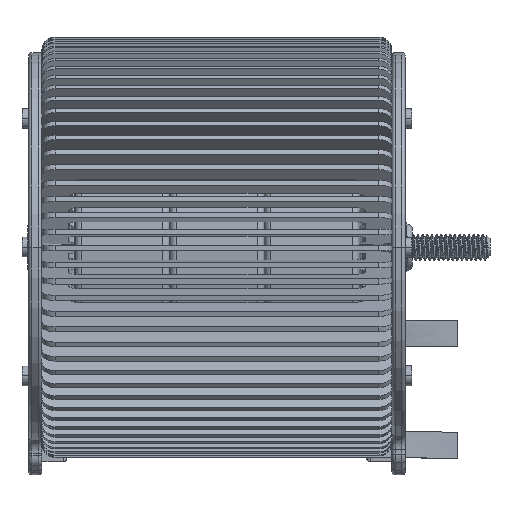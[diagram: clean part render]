
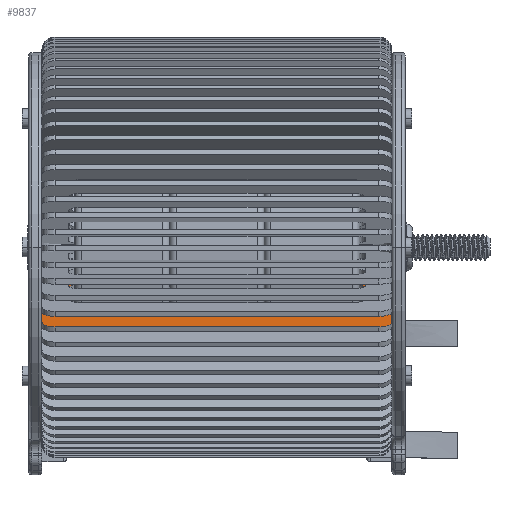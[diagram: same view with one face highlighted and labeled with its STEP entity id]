
A CAD part, left-side view. The second image highlights one B-rep face of the part: STEP entity #9837.
In plain terms, the highlighted planar face has unit normal (-0.391, 0, 0.921).
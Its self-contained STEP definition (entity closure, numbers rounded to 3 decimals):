
#1375 = ORIENTED_EDGE ( 'NONE', *, *, #65434, .T. ) ;
#1571 = CARTESIAN_POINT ( 'NONE',  ( -25.79, 15.35, -10.506 ) ) ;
#2397 = CARTESIAN_POINT ( 'NONE',  ( -25.79, -27.7, -10.506 ) ) ;
#2804 = CARTESIAN_POINT ( 'NONE',  ( -27.631, -33.7, -11.287 ) ) ;
#2878 = VERTEX_POINT ( 'NONE', #2804 ) ;
#2926 = EDGE_CURVE ( 'NONE', #78616, #50479, #62137, .T. ) ;
#3624 = CARTESIAN_POINT ( 'NONE',  ( -15.963, 13.35, -6.337 ) ) ;
#4894 = LINE ( 'NONE', #75063, #56834 ) ;
#5504 = VERTEX_POINT ( 'NONE', #20879 ) ;
#5525 = EDGE_CURVE ( 'NONE', #75426, #18723, #23196, .T. ) ;
#6491 = DIRECTION ( 'NONE',  ( 0., 1., 0. ) ) ;
#6594 = CARTESIAN_POINT ( 'NONE',  ( -23.949, -27.7, -9.725 ) ) ;
#7300 = LINE ( 'NONE', #76236, #74007 ) ;
#7882 = EDGE_CURVE ( 'NONE', #58388, #18723, #79024, .T. ) ;
#7983 = VERTEX_POINT ( 'NONE', #19648 ) ;
#8071 = CARTESIAN_POINT ( 'NONE',  ( -29.473, 19.35, -12.068 ) ) ;
#9062 = LINE ( 'NONE', #16109, #44233 ) ;
#9766 = ORIENTED_EDGE ( 'NONE', *, *, #65654, .T. ) ;
#9791 = ORIENTED_EDGE ( 'NONE', *, *, #42958, .T. ) ;
#9837 = ADVANCED_FACE ( 'NONE', ( #41104, #54437 ), #15144, .T. ) ;
#10376 = ORIENTED_EDGE ( 'NONE', *, *, #49339, .T. ) ;
#10629 = CARTESIAN_POINT ( 'NONE',  ( -29.473, -33.7, -12.068 ) ) ;
#11583 = DIRECTION ( 'NONE',  ( 0., -1., 0. ) ) ;
#12872 = CIRCLE ( 'NONE', #20868, 2. ) ;
#15144 = PLANE ( 'NONE',  #82397 ) ;
#15199 = ORIENTED_EDGE ( 'NONE', *, *, #16004, .T. ) ;
#15555 = CARTESIAN_POINT ( 'NONE',  ( -0.156, 0., 0.368 ) ) ;
#16004 = EDGE_CURVE ( 'NONE', #35446, #42291, #71083, .T. ) ;
#16038 = VECTOR ( 'NONE', #6491, 1000. ) ;
#16109 = CARTESIAN_POINT ( 'NONE',  ( -25.79, -29.7, -10.506 ) ) ;
#17039 = EDGE_CURVE ( 'NONE', #43120, #78616, #26646, .T. ) ;
#17743 = CARTESIAN_POINT ( 'NONE',  ( -29.473, -31.7, -12.068 ) ) ;
#17967 = EDGE_CURVE ( 'NONE', #75426, #42291, #7300, .T. ) ;
#18549 = ORIENTED_EDGE ( 'NONE', *, *, #17967, .F. ) ;
#18609 = EDGE_CURVE ( 'NONE', #27035, #7983, #9062, .T. ) ;
#18723 = VERTEX_POINT ( 'NONE', #62086 ) ;
#19648 = CARTESIAN_POINT ( 'NONE',  ( -23.949, -29.7, -9.725 ) ) ;
#20461 = EDGE_CURVE ( 'NONE', #58388, #2878, #79854, .T. ) ;
#20868 = AXIS2_PLACEMENT_3D ( 'NONE', #37857, #69167, #57482 ) ;
#20879 = CARTESIAN_POINT ( 'NONE',  ( -25.79, 13.35, -10.506 ) ) ;
#21609 = DIRECTION ( 'NONE',  ( 0.391, 0., -0.921 ) ) ;
#22911 = DIRECTION ( 'NONE',  ( 0.921, 0., 0.391 ) ) ;
#23196 = CIRCLE ( 'NONE', #57898, 2. ) ;
#23880 = EDGE_CURVE ( 'NONE', #37022, #2878, #74517, .T. ) ;
#25931 = ORIENTED_EDGE ( 'NONE', *, *, #7882, .F. ) ;
#26310 = DIRECTION ( 'NONE',  ( -0.391, 0., 0.921 ) ) ;
#26464 = VECTOR ( 'NONE', #68630, 1000. ) ;
#26646 = LINE ( 'NONE', #1571, #44650 ) ;
#26928 = ORIENTED_EDGE ( 'NONE', *, *, #2926, .T. ) ;
#27035 = VERTEX_POINT ( 'NONE', #70821 ) ;
#30159 = EDGE_LOOP ( 'NONE', ( #33673, #10376, #61953, #15199, #18549, #82154, #25931, #32045 ) ) ;
#30582 = CARTESIAN_POINT ( 'NONE',  ( -15.963, 15.35, -6.337 ) ) ;
#31519 = CIRCLE ( 'NONE', #42240, 2. ) ;
#31569 = LINE ( 'NONE', #75441, #16038 ) ;
#32045 = ORIENTED_EDGE ( 'NONE', *, *, #20461, .T. ) ;
#32084 = DIRECTION ( 'NONE',  ( 0.391, 0., -0.921 ) ) ;
#32354 = CARTESIAN_POINT ( 'NONE',  ( -12.28, 19.35, -4.775 ) ) ;
#32531 = CARTESIAN_POINT ( 'NONE',  ( -12.28, 17.35, -4.775 ) ) ;
#33673 = ORIENTED_EDGE ( 'NONE', *, *, #23880, .F. ) ;
#33962 = DIRECTION ( 'NONE',  ( 0.921, 0., 0.391 ) ) ;
#34337 = AXIS2_PLACEMENT_3D ( 'NONE', #77366, #45636, #75691 ) ;
#35446 = VERTEX_POINT ( 'NONE', #48869 ) ;
#37022 = VERTEX_POINT ( 'NONE', #47154 ) ;
#37857 = CARTESIAN_POINT ( 'NONE',  ( -15.963, -27.7, -6.337 ) ) ;
#41104 = FACE_OUTER_BOUND ( 'NONE', #30159, .T. ) ;
#42240 = AXIS2_PLACEMENT_3D ( 'NONE', #78808, #21609, #72141 ) ;
#42291 = VERTEX_POINT ( 'NONE', #32354 ) ;
#42958 = EDGE_CURVE ( 'NONE', #5504, #43120, #31519, .T. ) ;
#43120 = VERTEX_POINT ( 'NONE', #51215 ) ;
#43177 = CARTESIAN_POINT ( 'NONE',  ( -14.122, 15.35, -5.556 ) ) ;
#43399 = AXIS2_PLACEMENT_3D ( 'NONE', #3624, #54629, #74201 ) ;
#43615 = DIRECTION ( 'NONE',  ( -0.921, 0., -0.391 ) ) ;
#44233 = VECTOR ( 'NONE', #60448, 1000. ) ;
#44650 = VECTOR ( 'NONE', #70893, 1000. ) ;
#44946 = DIRECTION ( 'NONE',  ( 0.921, 0., 0.391 ) ) ;
#45636 = DIRECTION ( 'NONE',  ( -0.391, 0., 0.921 ) ) ;
#45646 = CARTESIAN_POINT ( 'NONE',  ( -14.122, -27.7, -5.556 ) ) ;
#46535 = ORIENTED_EDGE ( 'NONE', *, *, #18609, .T. ) ;
#47153 = CARTESIAN_POINT ( 'NONE',  ( -27.631, -31.7, -11.287 ) ) ;
#47154 = CARTESIAN_POINT ( 'NONE',  ( -12.28, -33.7, -4.775 ) ) ;
#47732 = DIRECTION ( 'NONE',  ( 0., 1., 0. ) ) ;
#47986 = DIRECTION ( 'NONE',  ( -0.391, 0., 0.921 ) ) ;
#48058 = CARTESIAN_POINT ( 'NONE',  ( -27.631, 19.35, -11.287 ) ) ;
#48401 = AXIS2_PLACEMENT_3D ( 'NONE', #32531, #26310, #58478 ) ;
#48446 = EDGE_CURVE ( 'NONE', #35446, #58193, #4894, .T. ) ;
#48869 = CARTESIAN_POINT ( 'NONE',  ( -10.439, 17.35, -3.994 ) ) ;
#49339 = EDGE_CURVE ( 'NONE', #37022, #58193, #70353, .T. ) ;
#50479 = VERTEX_POINT ( 'NONE', #73467 ) ;
#51215 = CARTESIAN_POINT ( 'NONE',  ( -23.949, 15.35, -9.725 ) ) ;
#54437 = FACE_BOUND ( 'NONE', #55417, .T. ) ;
#54463 = EDGE_CURVE ( 'NONE', #60865, #5504, #31569, .T. ) ;
#54629 = DIRECTION ( 'NONE',  ( 0.391, 0., -0.921 ) ) ;
#55308 = LINE ( 'NONE', #43177, #26464 ) ;
#55417 = EDGE_LOOP ( 'NONE', ( #71113, #9766, #46535, #1375, #67790, #9791, #71081, #26928 ) ) ;
#56834 = VECTOR ( 'NONE', #11583, 1000. ) ;
#57482 = DIRECTION ( 'NONE',  ( 0.921, 0., 0.391 ) ) ;
#57585 = DIRECTION ( 'NONE',  ( 0.921, 0., 0.391 ) ) ;
#57898 = AXIS2_PLACEMENT_3D ( 'NONE', #73057, #60556, #79299 ) ;
#58193 = VERTEX_POINT ( 'NONE', #78788 ) ;
#58388 = VERTEX_POINT ( 'NONE', #17743 ) ;
#58478 = DIRECTION ( 'NONE',  ( 0.921, 0., 0.391 ) ) ;
#58945 = VERTEX_POINT ( 'NONE', #45646 ) ;
#60448 = DIRECTION ( 'NONE',  ( -0.921, 0., -0.391 ) ) ;
#60556 = DIRECTION ( 'NONE',  ( -0.391, 0., 0.921 ) ) ;
#60865 = VERTEX_POINT ( 'NONE', #2397 ) ;
#61953 = ORIENTED_EDGE ( 'NONE', *, *, #48446, .F. ) ;
#62086 = CARTESIAN_POINT ( 'NONE',  ( -29.473, 17.35, -12.068 ) ) ;
#62137 = CIRCLE ( 'NONE', #43399, 2. ) ;
#65434 = EDGE_CURVE ( 'NONE', #7983, #60865, #75598, .T. ) ;
#65654 = EDGE_CURVE ( 'NONE', #58945, #27035, #12872, .T. ) ;
#66140 = DIRECTION ( 'NONE',  ( -0.391, 0., 0.921 ) ) ;
#67790 = ORIENTED_EDGE ( 'NONE', *, *, #54463, .T. ) ;
#68630 = DIRECTION ( 'NONE',  ( 0., -1., 0. ) ) ;
#68993 = VECTOR ( 'NONE', #43615, 1000. ) ;
#69167 = DIRECTION ( 'NONE',  ( 0.391, 0., -0.921 ) ) ;
#70353 = CIRCLE ( 'NONE', #34337, 2. ) ;
#70379 = EDGE_CURVE ( 'NONE', #50479, #58945, #55308, .T. ) ;
#70821 = CARTESIAN_POINT ( 'NONE',  ( -15.963, -29.7, -6.337 ) ) ;
#70893 = DIRECTION ( 'NONE',  ( 0.921, 0., 0.391 ) ) ;
#71081 = ORIENTED_EDGE ( 'NONE', *, *, #17039, .T. ) ;
#71083 = CIRCLE ( 'NONE', #48401, 2. ) ;
#71113 = ORIENTED_EDGE ( 'NONE', *, *, #70379, .T. ) ;
#72141 = DIRECTION ( 'NONE',  ( 0.921, 0., 0.391 ) ) ;
#73057 = CARTESIAN_POINT ( 'NONE',  ( -27.631, 17.35, -11.287 ) ) ;
#73467 = CARTESIAN_POINT ( 'NONE',  ( -14.122, 13.35, -5.556 ) ) ;
#74007 = VECTOR ( 'NONE', #44946, 1000. ) ;
#74201 = DIRECTION ( 'NONE',  ( 0.921, 0., 0.391 ) ) ;
#74517 = LINE ( 'NONE', #10629, #68993 ) ;
#75063 = CARTESIAN_POINT ( 'NONE',  ( -10.439, 19.35, -3.994 ) ) ;
#75426 = VERTEX_POINT ( 'NONE', #48058 ) ;
#75441 = CARTESIAN_POINT ( 'NONE',  ( -25.79, 15.35, -10.506 ) ) ;
#75598 = CIRCLE ( 'NONE', #78222, 2. ) ;
#75691 = DIRECTION ( 'NONE',  ( 0.921, 0., 0.391 ) ) ;
#76236 = CARTESIAN_POINT ( 'NONE',  ( -29.473, 19.35, -12.068 ) ) ;
#77366 = CARTESIAN_POINT ( 'NONE',  ( -12.28, -31.7, -4.775 ) ) ;
#78222 = AXIS2_PLACEMENT_3D ( 'NONE', #6594, #32084, #57585 ) ;
#78616 = VERTEX_POINT ( 'NONE', #30582 ) ;
#78788 = CARTESIAN_POINT ( 'NONE',  ( -10.439, -31.7, -3.994 ) ) ;
#78808 = CARTESIAN_POINT ( 'NONE',  ( -23.949, 13.35, -9.725 ) ) ;
#79024 = LINE ( 'NONE', #8071, #81069 ) ;
#79299 = DIRECTION ( 'NONE',  ( 0.921, 0., 0.391 ) ) ;
#79854 = CIRCLE ( 'NONE', #81254, 2. ) ;
#81069 = VECTOR ( 'NONE', #47732, 1000. ) ;
#81254 = AXIS2_PLACEMENT_3D ( 'NONE', #47153, #47986, #22911 ) ;
#82154 = ORIENTED_EDGE ( 'NONE', *, *, #5525, .T. ) ;
#82397 = AXIS2_PLACEMENT_3D ( 'NONE', #15555, #66140, #33962 ) ;
